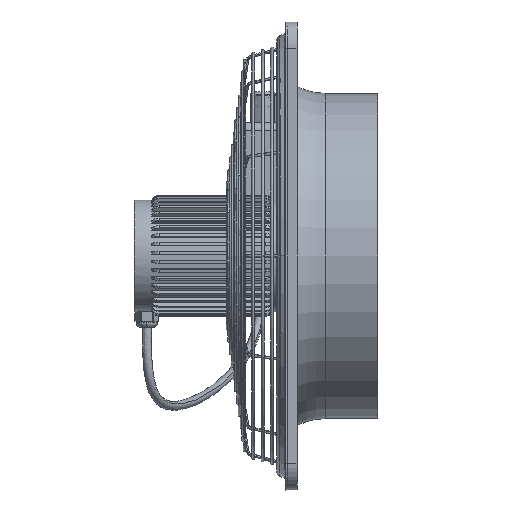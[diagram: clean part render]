
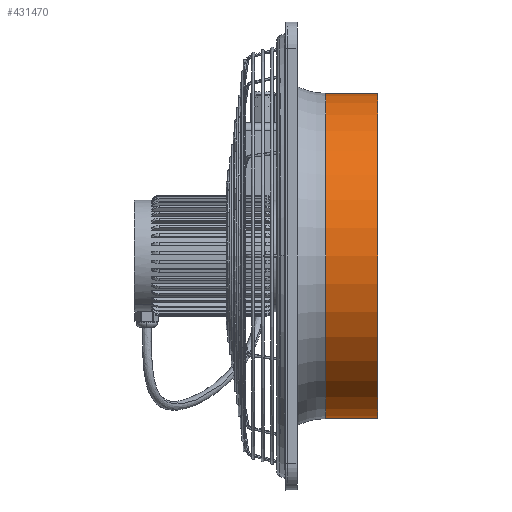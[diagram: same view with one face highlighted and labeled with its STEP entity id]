
A CAD part, front view. The second image highlights one B-rep face of the part: STEP entity #431470.
In plain terms, the highlighted cylindrical face has radius 182.5 mm (diameter 365 mm), a partial arc.
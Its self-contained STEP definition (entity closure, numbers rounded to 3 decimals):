
#41970=CARTESIAN_POINT('',(58.6,-85.561,182.5));
#41980=VERTEX_POINT('',#41970);
#42010=CARTESIAN_POINT('',(58.6,-85.561,
0.));
#42020=DIRECTION('',(1.,0.,0.));
#42030=DIRECTION('',(0.,0.,1.));
#42040=AXIS2_PLACEMENT_3D('',#42010,#42020,#42030);
#42050=CIRCLE('',#42040,182.5);
#42060=CARTESIAN_POINT('',(58.6,-85.561,
-182.5));
#42070=VERTEX_POINT('',#42060);
#42080=EDGE_CURVE('',#41980,#42070,#42050,.T.);
#152320=CARTESIAN_POINT('',(87.85,-85.561,
182.5));
#152330=DIRECTION('',(-1.,0.,0.));
#152340=VECTOR('',#152330,1.);
#152350=LINE('',#152320,#152340);
#152360=CARTESIAN_POINT('',(117.1,-85.561,
182.5));
#152370=VERTEX_POINT('',#152360);
#152380=EDGE_CURVE('',#152370,#41980,#152350,.T.);
#152420=CARTESIAN_POINT('',(87.85,-85.561,
-182.5));
#152430=DIRECTION('',(-1.,0.,0.));
#152440=VECTOR('',#152430,1.);
#152450=LINE('',#152420,#152440);
#152460=CARTESIAN_POINT('',(117.1,-85.561,
-182.5));
#152470=VERTEX_POINT('',#152460);
#152480=EDGE_CURVE('',#152470,#42070,#152450,.T.);
#152500=CARTESIAN_POINT('',(117.1,-85.561,0.));
#152510=DIRECTION('',(-1.,0.,0.));
#152520=DIRECTION('',(0.,0.,-1.));
#152530=AXIS2_PLACEMENT_3D('',#152500,#152510,#152520);
#152540=CIRCLE('',#152530,182.5);
#182980=EDGE_CURVE('',#152470,#152370,#152540,.T.);
#431360=CARTESIAN_POINT('',(87.85,-85.561,0.));
#431370=DIRECTION('',(-1.,0.,0.));
#431380=DIRECTION('',(0.,0.,-1.));
#431390=AXIS2_PLACEMENT_3D('',#431360,#431370,#431380);
#431400=CYLINDRICAL_SURFACE('',#431390,182.5);
#431410=ORIENTED_EDGE('',*,*,#152380,.T.);
#431420=ORIENTED_EDGE('',*,*,#182980,.T.);
#431430=ORIENTED_EDGE('',*,*,#152480,.F.);
#431440=ORIENTED_EDGE('',*,*,#42080,.T.);
#431450=EDGE_LOOP('',(#431440,#431430,#431420,#431410));
#431460=FACE_OUTER_BOUND('',#431450,.T.);
#431470=ADVANCED_FACE('',(#431460),#431400,.T.);
